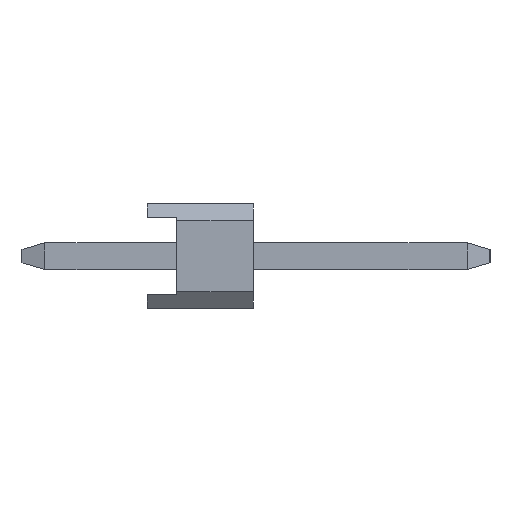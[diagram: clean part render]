
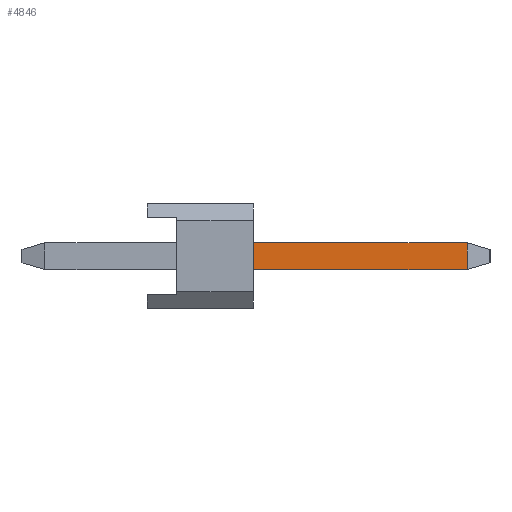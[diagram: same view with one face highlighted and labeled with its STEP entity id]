
A CAD part, left-side view. The second image highlights one B-rep face of the part: STEP entity #4846.
In plain terms, the highlighted planar face has unit normal (-1, 0, 0).
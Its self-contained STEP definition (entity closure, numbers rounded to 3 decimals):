
#2204=EDGE_CURVE('',#4918,#5664,#6222,.T.);
#3306=EDGE_CURVE('',#5740,#5752,#7443,.T.);
#3778=EDGE_CURVE('',#5664,#5740,#7967,.T.);
#4846=ADVANCED_FACE('',(#9137),#9138,.T.);
#4918=VERTEX_POINT('',#9216);
#5382=EDGE_CURVE('',#5752,#4918,#9728,.T.);
#5664=VERTEX_POINT('',#10051);
#5740=VERTEX_POINT('',#10131);
#5752=VERTEX_POINT('',#10145);
#6222=LINE('',#10708,#10709);
#7443=LINE('',#12445,#12446);
#7967=LINE('',#13207,#13208);
#9137=FACE_OUTER_BOUND('',#14928,.T.);
#9138=PLANE('',#14929);
#9216=CARTESIAN_POINT('',(-15.56,-2.54,-0.32));
#9728=LINE('',#15778,#15779);
#10051=CARTESIAN_POINT('',(-15.56,-2.54,0.32));
#10131=CARTESIAN_POINT('',(-15.56,-7.654,0.32));
#10145=CARTESIAN_POINT('',(-15.56,-7.654,-0.32));
#10708=CARTESIAN_POINT('',(-15.56,-2.54,0.252));
#10709=VECTOR('',#16973,1.0);
#12445=CARTESIAN_POINT('',(-15.56,-7.654,0.5));
#12446=VECTOR('',#18221,1.0);
#13207=CARTESIAN_POINT('',(-15.56,-2.6,0.32));
#13208=VECTOR('',#18774,1.0);
#14928=EDGE_LOOP('',(#19923,#19924,#19925,#19926));
#14929=AXIS2_PLACEMENT_3D('',#19927,#19928,#19929);
#15778=CARTESIAN_POINT('',(-15.56,2.454,-0.32));
#15779=VECTOR('',#20505,1.0);
#16973=DIRECTION('',(0.,0.,1.0));
#18221=DIRECTION('',(0.0,0.,-1.0));
#18774=DIRECTION('',(0.,-1.0,0.));
#19923=ORIENTED_EDGE('',*,*,#2204,.F.);
#19924=ORIENTED_EDGE('',*,*,#5382,.F.);
#19925=ORIENTED_EDGE('',*,*,#3306,.F.);
#19926=ORIENTED_EDGE('',*,*,#3778,.F.);
#19927=CARTESIAN_POINT('',(-15.56,2.454,0.5));
#19928=DIRECTION('',(-1.0,0.,0.));
#19929=DIRECTION('',(0.,1.0,0.));
#20505=DIRECTION('',(0.,1.0,0.));
